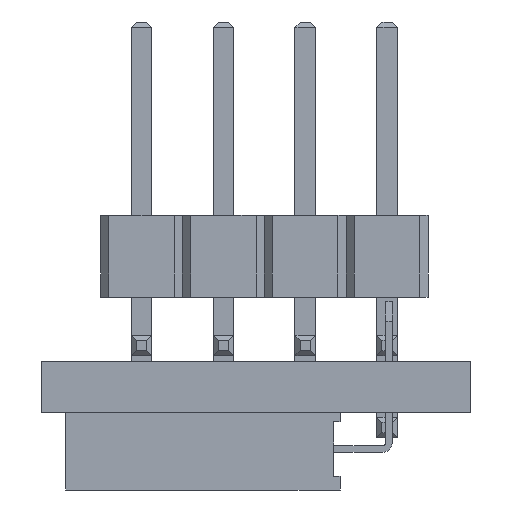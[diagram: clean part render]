
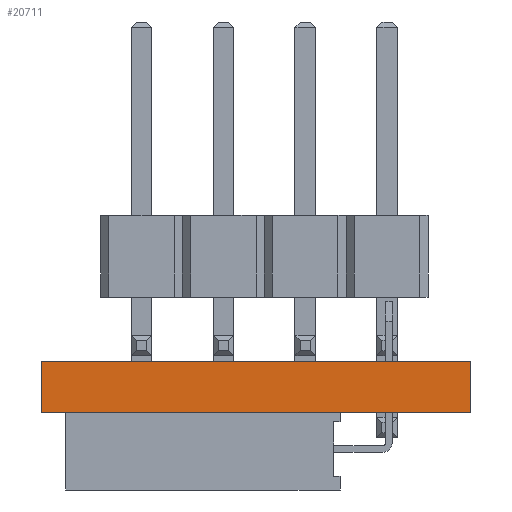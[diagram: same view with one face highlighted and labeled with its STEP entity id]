
A CAD part, front view. The second image highlights one B-rep face of the part: STEP entity #20711.
In plain terms, the highlighted planar face has unit normal (0, -1, 0).
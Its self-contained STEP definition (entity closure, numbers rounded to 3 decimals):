
#20595 = EDGE_CURVE('',#20596,#20598,#20600,.T.);
#20596 = VERTEX_POINT('',#20597);
#20597 = CARTESIAN_POINT('',(177.165,-87.757,0.));
#20598 = VERTEX_POINT('',#20599);
#20599 = CARTESIAN_POINT('',(177.165,-87.757,1.6));
#20600 = SURFACE_CURVE('',#20601,(#20605,#20617),.PCURVE_S1.);
#20601 = LINE('',#20602,#20603);
#20602 = CARTESIAN_POINT('',(177.165,-87.757,0.));
#20603 = VECTOR('',#20604,1.);
#20604 = DIRECTION('',(0.,0.,1.));
#20605 = PCURVE('',#20606,#20611);
#20606 = PLANE('',#20607);
#20607 = AXIS2_PLACEMENT_3D('',#20608,#20609,#20610);
#20608 = CARTESIAN_POINT('',(177.165,-87.757,0.));
#20609 = DIRECTION('',(-1.,0.,0.));
#20610 = DIRECTION('',(0.,1.,0.));
#20611 = DEFINITIONAL_REPRESENTATION('',(#20612),#20616);
#20612 = LINE('',#20613,#20614);
#20613 = CARTESIAN_POINT('',(0.,0.));
#20614 = VECTOR('',#20615,1.);
#20615 = DIRECTION('',(0.,-1.));
#20616 = ( GEOMETRIC_REPRESENTATION_CONTEXT(2) 
PARAMETRIC_REPRESENTATION_CONTEXT() REPRESENTATION_CONTEXT('2D SPACE',''
  ) );
#20617 = PCURVE('',#20618,#20623);
#20618 = PLANE('',#20619);
#20619 = AXIS2_PLACEMENT_3D('',#20620,#20621,#20622);
#20620 = CARTESIAN_POINT('',(190.5,-87.757,0.));
#20621 = DIRECTION('',(0.,-1.,0.));
#20622 = DIRECTION('',(-1.,0.,0.));
#20623 = DEFINITIONAL_REPRESENTATION('',(#20624),#20628);
#20624 = LINE('',#20625,#20626);
#20625 = CARTESIAN_POINT('',(13.335,0.));
#20626 = VECTOR('',#20627,1.);
#20627 = DIRECTION('',(0.,-1.));
#20628 = ( GEOMETRIC_REPRESENTATION_CONTEXT(2) 
PARAMETRIC_REPRESENTATION_CONTEXT() REPRESENTATION_CONTEXT('2D SPACE',''
  ) );
#20646 = PLANE('',#20647);
#20647 = AXIS2_PLACEMENT_3D('',#20648,#20649,#20650);
#20648 = CARTESIAN_POINT('',(183.833,-62.929,1.6));
#20649 = DIRECTION('',(-0.,-0.,-1.));
#20650 = DIRECTION('',(-1.,0.,0.));
#20700 = PLANE('',#20701);
#20701 = AXIS2_PLACEMENT_3D('',#20702,#20703,#20704);
#20702 = CARTESIAN_POINT('',(183.833,-62.929,0.));
#20703 = DIRECTION('',(-0.,-0.,-1.));
#20704 = DIRECTION('',(-1.,0.,0.));
#20711 = ADVANCED_FACE('',(#20712),#20618,.T.);
#20712 = FACE_BOUND('',#20713,.T.);
#20713 = EDGE_LOOP('',(#20714,#20744,#20765,#20766));
#20714 = ORIENTED_EDGE('',*,*,#20715,.T.);
#20715 = EDGE_CURVE('',#20716,#20718,#20720,.T.);
#20716 = VERTEX_POINT('',#20717);
#20717 = CARTESIAN_POINT('',(190.5,-87.757,0.));
#20718 = VERTEX_POINT('',#20719);
#20719 = CARTESIAN_POINT('',(190.5,-87.757,1.6));
#20720 = SURFACE_CURVE('',#20721,(#20725,#20732),.PCURVE_S1.);
#20721 = LINE('',#20722,#20723);
#20722 = CARTESIAN_POINT('',(190.5,-87.757,0.));
#20723 = VECTOR('',#20724,1.);
#20724 = DIRECTION('',(0.,0.,1.));
#20725 = PCURVE('',#20618,#20726);
#20726 = DEFINITIONAL_REPRESENTATION('',(#20727),#20731);
#20727 = LINE('',#20728,#20729);
#20728 = CARTESIAN_POINT('',(0.,-0.));
#20729 = VECTOR('',#20730,1.);
#20730 = DIRECTION('',(0.,-1.));
#20731 = ( GEOMETRIC_REPRESENTATION_CONTEXT(2) 
PARAMETRIC_REPRESENTATION_CONTEXT() REPRESENTATION_CONTEXT('2D SPACE',''
  ) );
#20732 = PCURVE('',#20733,#20738);
#20733 = PLANE('',#20734);
#20734 = AXIS2_PLACEMENT_3D('',#20735,#20736,#20737);
#20735 = CARTESIAN_POINT('',(190.5,-38.1,0.));
#20736 = DIRECTION('',(1.,0.,-0.));
#20737 = DIRECTION('',(0.,-1.,0.));
#20738 = DEFINITIONAL_REPRESENTATION('',(#20739),#20743);
#20739 = LINE('',#20740,#20741);
#20740 = CARTESIAN_POINT('',(49.657,0.));
#20741 = VECTOR('',#20742,1.);
#20742 = DIRECTION('',(0.,-1.));
#20743 = ( GEOMETRIC_REPRESENTATION_CONTEXT(2) 
PARAMETRIC_REPRESENTATION_CONTEXT() REPRESENTATION_CONTEXT('2D SPACE',''
  ) );
#20744 = ORIENTED_EDGE('',*,*,#20745,.T.);
#20745 = EDGE_CURVE('',#20718,#20598,#20746,.T.);
#20746 = SURFACE_CURVE('',#20747,(#20751,#20758),.PCURVE_S1.);
#20747 = LINE('',#20748,#20749);
#20748 = CARTESIAN_POINT('',(190.5,-87.757,1.6));
#20749 = VECTOR('',#20750,1.);
#20750 = DIRECTION('',(-1.,0.,0.));
#20751 = PCURVE('',#20618,#20752);
#20752 = DEFINITIONAL_REPRESENTATION('',(#20753),#20757);
#20753 = LINE('',#20754,#20755);
#20754 = CARTESIAN_POINT('',(0.,-1.6));
#20755 = VECTOR('',#20756,1.);
#20756 = DIRECTION('',(1.,0.));
#20757 = ( GEOMETRIC_REPRESENTATION_CONTEXT(2) 
PARAMETRIC_REPRESENTATION_CONTEXT() REPRESENTATION_CONTEXT('2D SPACE',''
  ) );
#20758 = PCURVE('',#20646,#20759);
#20759 = DEFINITIONAL_REPRESENTATION('',(#20760),#20764);
#20760 = LINE('',#20761,#20762);
#20761 = CARTESIAN_POINT('',(-6.668,-24.829));
#20762 = VECTOR('',#20763,1.);
#20763 = DIRECTION('',(1.,0.));
#20764 = ( GEOMETRIC_REPRESENTATION_CONTEXT(2) 
PARAMETRIC_REPRESENTATION_CONTEXT() REPRESENTATION_CONTEXT('2D SPACE',''
  ) );
#20765 = ORIENTED_EDGE('',*,*,#20595,.F.);
#20766 = ORIENTED_EDGE('',*,*,#20767,.F.);
#20767 = EDGE_CURVE('',#20716,#20596,#20768,.T.);
#20768 = SURFACE_CURVE('',#20769,(#20773,#20780),.PCURVE_S1.);
#20769 = LINE('',#20770,#20771);
#20770 = CARTESIAN_POINT('',(190.5,-87.757,0.));
#20771 = VECTOR('',#20772,1.);
#20772 = DIRECTION('',(-1.,0.,0.));
#20773 = PCURVE('',#20618,#20774);
#20774 = DEFINITIONAL_REPRESENTATION('',(#20775),#20779);
#20775 = LINE('',#20776,#20777);
#20776 = CARTESIAN_POINT('',(0.,-0.));
#20777 = VECTOR('',#20778,1.);
#20778 = DIRECTION('',(1.,0.));
#20779 = ( GEOMETRIC_REPRESENTATION_CONTEXT(2) 
PARAMETRIC_REPRESENTATION_CONTEXT() REPRESENTATION_CONTEXT('2D SPACE',''
  ) );
#20780 = PCURVE('',#20700,#20781);
#20781 = DEFINITIONAL_REPRESENTATION('',(#20782),#20786);
#20782 = LINE('',#20783,#20784);
#20783 = CARTESIAN_POINT('',(-6.668,-24.829));
#20784 = VECTOR('',#20785,1.);
#20785 = DIRECTION('',(1.,0.));
#20786 = ( GEOMETRIC_REPRESENTATION_CONTEXT(2) 
PARAMETRIC_REPRESENTATION_CONTEXT() REPRESENTATION_CONTEXT('2D SPACE',''
  ) );
